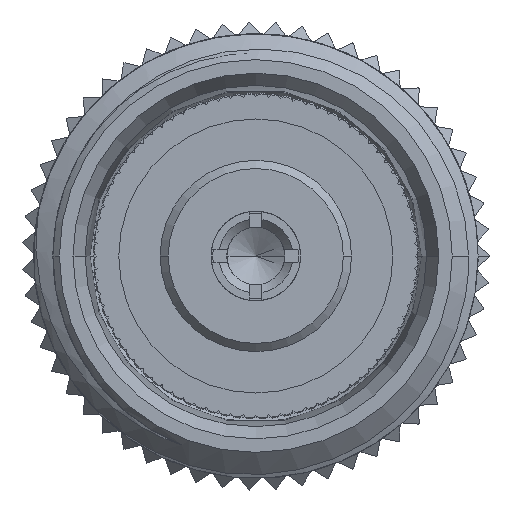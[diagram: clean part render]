
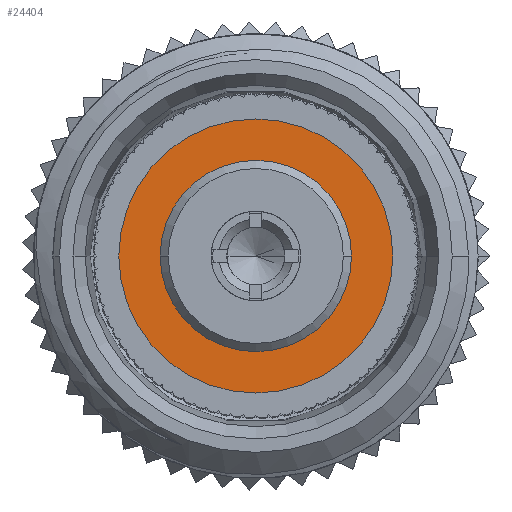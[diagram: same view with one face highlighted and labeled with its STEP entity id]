
A CAD part, left-side view. The second image highlights one B-rep face of the part: STEP entity #24404.
In plain terms, the highlighted planar face has unit normal (-1, 0, 0).
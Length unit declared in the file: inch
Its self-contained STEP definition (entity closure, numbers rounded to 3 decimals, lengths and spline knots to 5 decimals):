
#9601=CARTESIAN_POINT('',(0.33378,0.,0.));
#9602=DIRECTION('',(-1.,0.,0.));
#9603=DIRECTION('',(0.,1.,0.));
#9604=AXIS2_PLACEMENT_3D('',#9601,#9602,#9603);
#9606=CARTESIAN_POINT('',(0.33378,0.,0.));
#9607=DIRECTION('',(-1.,0.,0.));
#9608=DIRECTION('',(0.,-1.,0.));
#9609=AXIS2_PLACEMENT_3D('',#9606,#9607,#9608);
#9611=CARTESIAN_POINT('',(0.33378,0.,0.));
#9612=DIRECTION('',(-1.,0.,0.));
#9613=DIRECTION('',(0.,1.,0.));
#9614=AXIS2_PLACEMENT_3D('',#9611,#9612,#9613);
#9616=CARTESIAN_POINT('',(0.33378,0.,0.));
#9617=DIRECTION('',(1.,0.,0.));
#9618=DIRECTION('',(0.,1.,0.));
#9619=AXIS2_PLACEMENT_3D('',#9616,#9617,#9618);
#11835=CARTESIAN_POINT('',(0.33378,0.09252,0.));
#11836=CARTESIAN_POINT('',(0.33378,-0.09252,0.));
#11837=VERTEX_POINT('',#11835);
#11838=VERTEX_POINT('',#11836);
#12979=CARTESIAN_POINT('',(0.33378,0.1325,0.));
#12980=CARTESIAN_POINT('',(0.33378,-0.1325,0.));
#12981=VERTEX_POINT('',#12979);
#12982=VERTEX_POINT('',#12980);
#24388=CARTESIAN_POINT('',(0.33378,0.,0.));
#24389=DIRECTION('',(-1.,0.,0.));
#24390=DIRECTION('',(0.,1.,0.));
#24391=AXIS2_PLACEMENT_3D('',#24388,#24389,#24390);
#24392=PLANE('',#24391);
#24393=ORIENTED_EDGE('',*,*,#24378,.F.);
#24395=ORIENTED_EDGE('',*,*,#24394,.F.);
#24396=EDGE_LOOP('',(#24393,#24395));
#24397=FACE_OUTER_BOUND('',#24396,.F.);
#24399=ORIENTED_EDGE('',*,*,#24398,.T.);
#24401=ORIENTED_EDGE('',*,*,#24400,.F.);
#24402=EDGE_LOOP('',(#24399,#24401));
#24403=FACE_BOUND('',#24402,.F.);
#24404=ADVANCED_FACE('',(#24397,#24403),#24392,.T.);
#9605=CIRCLE('',#9604,0.1325);
#9610=CIRCLE('',#9609,0.1325);
#9615=CIRCLE('',#9614,0.09252);
#9620=CIRCLE('',#9619,0.09252);
#24378=EDGE_CURVE('',#12981,#12982,#9605,.T.);
#24394=EDGE_CURVE('',#12982,#12981,#9610,.T.);
#24398=EDGE_CURVE('',#11837,#11838,#9615,.T.);
#24400=EDGE_CURVE('',#11837,#11838,#9620,.T.);
